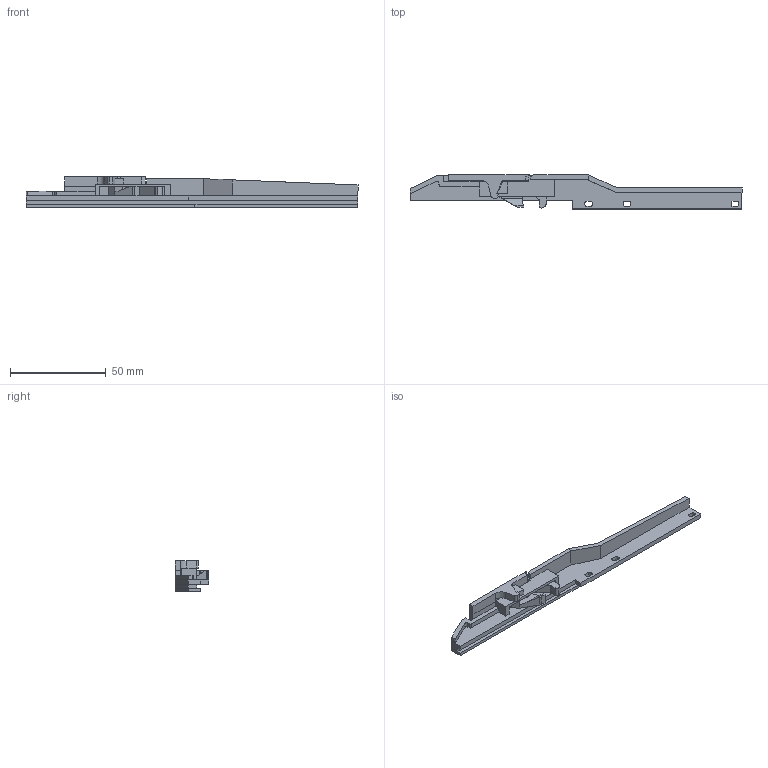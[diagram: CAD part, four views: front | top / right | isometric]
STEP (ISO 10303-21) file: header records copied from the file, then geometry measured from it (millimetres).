
FILE_DESCRIPTION((''),'2;1');
FILE_NAME('SCHROFF_20800-212_Top.stp','2012-03-29T09:29:23',(''),(''),'Mechanical Desktop 2011','Mechanical Desktop 2011',', , ');
FILE_SCHEMA(('AUTOMOTIVE_DESIGN { 1 2 10303 214 1 1 1 1 }'));
Length unit declared in the file: millimetre
Products named in the file (1): Product
Bounding box: 173 x 17.7 x 16 mm (x, y, z)
Volume: 16228 mm3; surface area: 19148 mm2
Topology: 11 solids, 11 shells, 146 faces, 368 edges, 244 vertices
Faces by surface type: plane 124, cylinder 22
Entity records: 4383 total; most frequent: CARTESIAN_POINT 759, ORIENTED_EDGE 736, DIRECTION 707, EDGE_CURVE 368, VECTOR 323, LINE 323, VERTEX_POINT 244, AXIS2_PLACEMENT_3D 192
